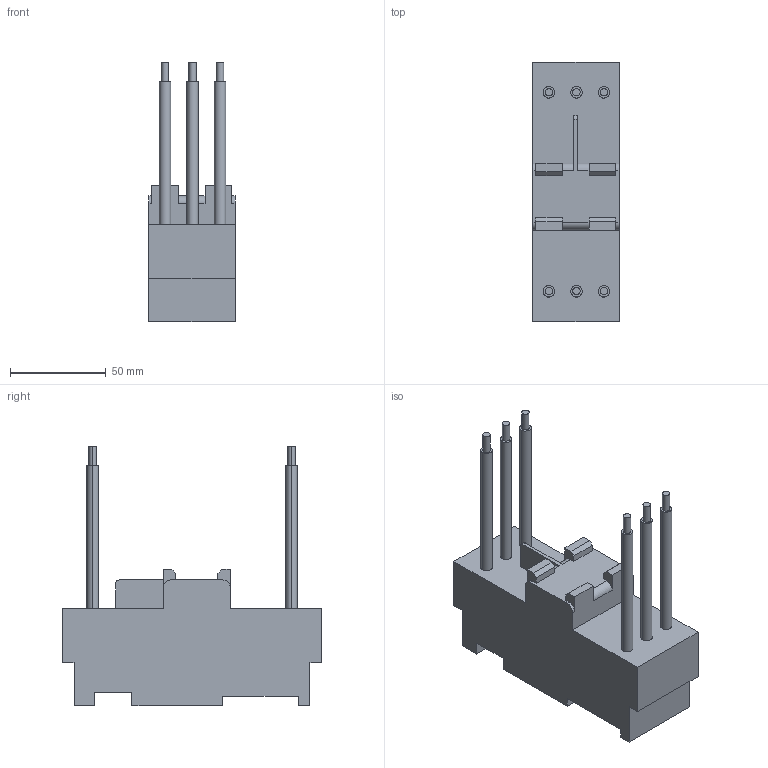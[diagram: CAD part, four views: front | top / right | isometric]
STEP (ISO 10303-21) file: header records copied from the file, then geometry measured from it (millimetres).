
FILE_DESCRIPTION(('STEP AP214'),'1');
FILE_NAME('cctmp_8EEBBCFD-316E-4CCD-8386-7B280627E4CE_2023_07_18_13_15_25_0019..stp','2023-07-18T11:15:25',('SIEMENS A&D'),('CADClick - www.CADClick.com'),'Spatial InterOp 3D postprocessed',' ','unknown authorization');
FILE_SCHEMA(('AUTOMOTIVE_DESIGN'));
Length unit declared in the file: millimetre
Products named in the file (1): 2023_07_18_13_15_25_0019
Bounding box: 45 x 135.6 x 135.85 mm (x, y, z)
Volume: 322445.6 mm3; surface area: 43573.8 mm2
Topology: 1 solids, 1 shells, 90 faces, 228 edges, 152 vertices
Faces by surface type: plane 58, cylinder 32
Entity records: 4530 total; most frequent: DIRECTION 474, STYLED_ITEM 471, PRESENTATION_STYLE_ASSIGNMENT 471, CARTESIAN_POINT 471, ORIENTED_EDGE 456, EDGE_CURVE 228, CURVE_STYLE 228, DRAUGHTING_PRE_DEFINED_CURVE_FONT 228
